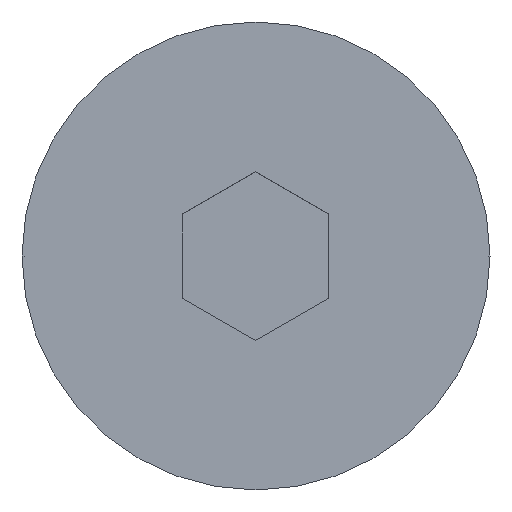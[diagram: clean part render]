
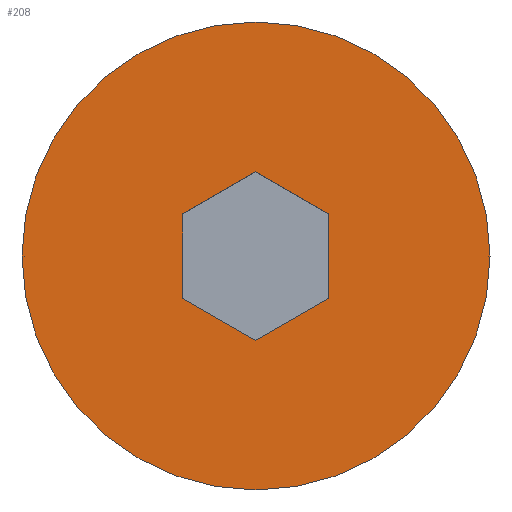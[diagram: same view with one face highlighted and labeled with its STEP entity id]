
A CAD part, top view. The second image highlights one B-rep face of the part: STEP entity #208.
In plain terms, the highlighted planar face has unit normal (0, 0, 1).
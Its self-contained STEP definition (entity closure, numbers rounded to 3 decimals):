
#1=CARTESIAN_POINT('',(0.,0.,12.));
#2=DIRECTION('',(0.,0.,-1.));
#3=DIRECTION('',(1.,0.,0.));
#4=AXIS2_PLACEMENT_3D('',#1,#2,#3);
#10=CARTESIAN_POINT('',(0.,0.,12.));
#11=DIRECTION('',(0.,0.,1.));
#12=DIRECTION('',(1.,0.,0.));
#13=AXIS2_PLACEMENT_3D('',#10,#11,#12);
#19=DIRECTION('',(0.,-1.,0.));
#20=VECTOR('',#19,1.443);
#21=CARTESIAN_POINT('',(-1.254,0.72,12.));
#22=LINE('',#21,#20);
#23=DIRECTION('',(0.866,-0.5,0.));
#24=VECTOR('',#23,1.443);
#25=CARTESIAN_POINT('',(-1.254,-0.724,12.));
#26=LINE('',#25,#24);
#27=DIRECTION('',(0.866,0.5,0.));
#28=VECTOR('',#27,1.443);
#29=CARTESIAN_POINT('',(-0.004,-1.445,12.));
#30=LINE('',#29,#28);
#31=DIRECTION('',(0.,1.,0.));
#32=VECTOR('',#31,1.443);
#33=CARTESIAN_POINT('',(1.246,-0.724,12.));
#34=LINE('',#33,#32);
#35=DIRECTION('',(-0.866,0.5,0.));
#36=VECTOR('',#35,1.443);
#37=CARTESIAN_POINT('',(1.246,0.72,12.));
#38=LINE('',#37,#36);
#39=DIRECTION('',(-0.866,-0.5,0.));
#40=VECTOR('',#39,1.443);
#41=CARTESIAN_POINT('',(-0.004,1.441,12.));
#42=LINE('',#41,#40);
#119=CARTESIAN_POINT('',(4.,0.,12.));
#121=VERTEX_POINT('',#119);
#125=CARTESIAN_POINT('',(-4.,0.,12.));
#127=VERTEX_POINT('',#125);
#143=CARTESIAN_POINT('',(-1.254,0.72,12.));
#144=CARTESIAN_POINT('',(-1.254,-0.724,12.));
#145=VERTEX_POINT('',#143);
#146=VERTEX_POINT('',#144);
#147=CARTESIAN_POINT('',(-0.004,-1.445,12.));
#148=VERTEX_POINT('',#147);
#149=CARTESIAN_POINT('',(1.246,-0.724,12.));
#150=VERTEX_POINT('',#149);
#151=CARTESIAN_POINT('',(1.246,0.72,12.));
#152=VERTEX_POINT('',#151);
#153=CARTESIAN_POINT('',(-0.004,1.441,12.));
#154=VERTEX_POINT('',#153);
#185=CARTESIAN_POINT('',(0.,0.,12.));
#186=DIRECTION('',(0.,0.,-1.));
#187=DIRECTION('',(1.,0.,0.));
#188=AXIS2_PLACEMENT_3D('',#185,#186,#187);
#189=PLANE('',#188);
#190=ORIENTED_EDGE('',*,*,#177,.F.);
#191=ORIENTED_EDGE('',*,*,#166,.T.);
#192=EDGE_LOOP('',(#190,#191));
#193=FACE_OUTER_BOUND('',#192,.F.);
#195=ORIENTED_EDGE('',*,*,#194,.T.);
#197=ORIENTED_EDGE('',*,*,#196,.T.);
#199=ORIENTED_EDGE('',*,*,#198,.T.);
#201=ORIENTED_EDGE('',*,*,#200,.T.);
#203=ORIENTED_EDGE('',*,*,#202,.T.);
#205=ORIENTED_EDGE('',*,*,#204,.T.);
#206=EDGE_LOOP('',(#195,#197,#199,#201,#203,#205));
#207=FACE_BOUND('',#206,.F.);
#208=ADVANCED_FACE('',(#193,#207),#189,.F.);
#5=CIRCLE('',#4,4.);
#14=CIRCLE('',#13,4.);
#166=EDGE_CURVE('',#121,#127,#5,.T.);
#177=EDGE_CURVE('',#121,#127,#14,.T.);
#194=EDGE_CURVE('',#145,#146,#22,.T.);
#196=EDGE_CURVE('',#146,#148,#26,.T.);
#198=EDGE_CURVE('',#148,#150,#30,.T.);
#200=EDGE_CURVE('',#150,#152,#34,.T.);
#202=EDGE_CURVE('',#152,#154,#38,.T.);
#204=EDGE_CURVE('',#154,#145,#42,.T.);
